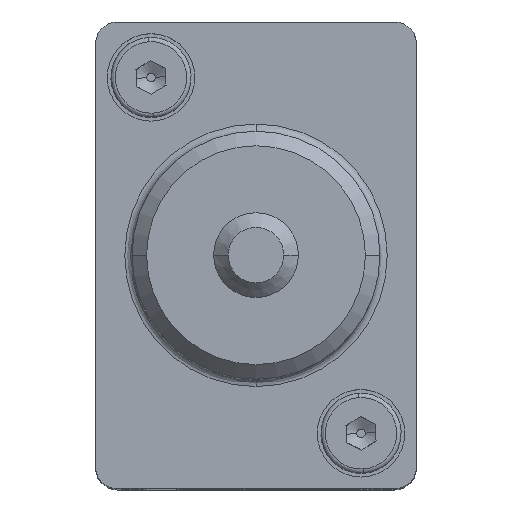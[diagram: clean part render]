
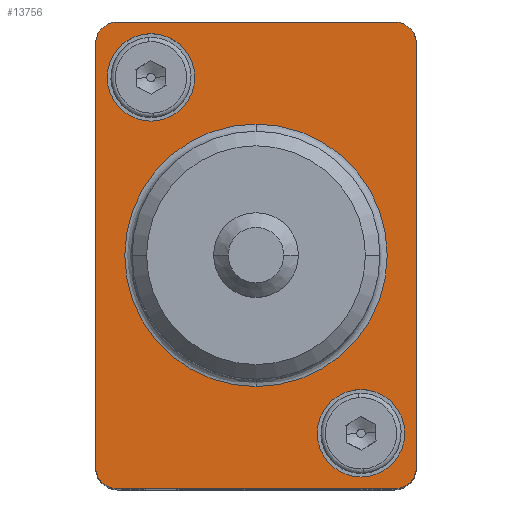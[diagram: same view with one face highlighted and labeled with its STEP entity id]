
A CAD part, top view. The second image highlights one B-rep face of the part: STEP entity #13756.
In plain terms, the highlighted face is planar.
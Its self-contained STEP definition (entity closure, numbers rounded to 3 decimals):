
#12512=CARTESIAN_POINT('',(7.2,3.75,15.2));
#12513=VERTEX_POINT('',#12512);
#12529=CARTESIAN_POINT('',(7.2,3.75,9.2));
#12530=VERTEX_POINT('',#12529);
#12537=CARTESIAN_POINT('',(7.2,3.75,12.2));
#12538=DIRECTION('',(0.0,-1.0,0.0));
#12539=DIRECTION('',(0.0,0.0,1.0));
#12540=AXIS2_PLACEMENT_3D('',#12537,#12538,#12539);
#12541=CIRCLE('',#12540,3.0);
#12542=EDGE_CURVE('',#12513,#12530,#12541,.T.);
#12554=CARTESIAN_POINT('',(-7.2,3.75,-9.2));
#12555=VERTEX_POINT('',#12554);
#12571=CARTESIAN_POINT('',(-7.2,3.75,-15.2));
#12572=VERTEX_POINT('',#12571);
#12579=CARTESIAN_POINT('',(-7.2,3.75,-12.2));
#12580=DIRECTION('',(0.0,-1.0,0.0));
#12581=DIRECTION('',(0.0,0.0,1.0));
#12582=AXIS2_PLACEMENT_3D('',#12579,#12580,#12581);
#12583=CIRCLE('',#12582,3.0);
#12584=EDGE_CURVE('',#12555,#12572,#12583,.T.);
#12596=CARTESIAN_POINT('',(-10.561,3.75,15.561));
#12597=VERTEX_POINT('',#12596);
#12613=CARTESIAN_POINT('',(-9.5,3.75,16.));
#12614=VERTEX_POINT('',#12613);
#12621=CARTESIAN_POINT('',(-9.5,3.75,14.5));
#12622=DIRECTION('',(0.0,-1.,0.0));
#12623=DIRECTION('',(-0.707,0.0,0.707));
#12624=AXIS2_PLACEMENT_3D('',#12621,#12622,#12623);
#12625=CIRCLE('',#12624,1.5);
#12626=EDGE_CURVE('',#12614,#12597,#12625,.T.);
#12638=CARTESIAN_POINT('',(-10.561,3.75,-15.561));
#12639=VERTEX_POINT('',#12638);
#12655=CARTESIAN_POINT('',(-11.0,3.75,-14.5));
#12656=VERTEX_POINT('',#12655);
#12663=CARTESIAN_POINT('',(-9.5,3.75,-14.5));
#12664=DIRECTION('',(0.0,-1.,0.0));
#12665=DIRECTION('',(-0.707,0.0,-0.707));
#12666=AXIS2_PLACEMENT_3D('',#12663,#12664,#12665);
#12667=CIRCLE('',#12666,1.5);
#12668=EDGE_CURVE('',#12656,#12639,#12667,.T.);
#12680=CARTESIAN_POINT('',(10.561,3.75,-15.561));
#12681=VERTEX_POINT('',#12680);
#12697=CARTESIAN_POINT('',(9.5,3.75,-16.0));
#12698=VERTEX_POINT('',#12697);
#12705=CARTESIAN_POINT('',(9.5,3.75,-14.5));
#12706=DIRECTION('',(0.0,-1.,0.0));
#12707=DIRECTION('',(0.707,0.0,-0.707));
#12708=AXIS2_PLACEMENT_3D('',#12705,#12706,#12707);
#12709=CIRCLE('',#12708,1.5);
#12710=EDGE_CURVE('',#12698,#12681,#12709,.T.);
#12722=CARTESIAN_POINT('',(10.561,3.75,15.561));
#12723=VERTEX_POINT('',#12722);
#12739=CARTESIAN_POINT('',(11.0,3.75,14.5));
#12740=VERTEX_POINT('',#12739);
#12747=CARTESIAN_POINT('',(9.5,3.75,14.5));
#12748=DIRECTION('',(0.0,-1.,0.0));
#12749=DIRECTION('',(0.707,0.0,0.707));
#12750=AXIS2_PLACEMENT_3D('',#12747,#12748,#12749);
#12751=CIRCLE('',#12750,1.5);
#12752=EDGE_CURVE('',#12740,#12723,#12751,.T.);
#13282=CARTESIAN_POINT('',(0.,3.75,9.));
#13283=VERTEX_POINT('',#13282);
#13309=CARTESIAN_POINT('',(0.,3.75,-9.));
#13310=VERTEX_POINT('',#13309);
#13318=CARTESIAN_POINT('',(-9.,3.75,0.));
#13319=VERTEX_POINT('',#13318);
#13320=CARTESIAN_POINT('',(0.,3.75,0.));
#13321=DIRECTION('',(0.0,1.0,0.0));
#13322=DIRECTION('',(1.0,0.0,0.0));
#13323=AXIS2_PLACEMENT_3D('',#13320,#13321,#13322);
#13324=CIRCLE('',#13323,9.0);
#13325=EDGE_CURVE('',#13310,#13319,#13324,.T.);
#13327=CARTESIAN_POINT('',(0.,3.75,0.));
#13328=DIRECTION('',(0.0,1.0,0.0));
#13329=DIRECTION('',(1.0,0.0,0.0));
#13330=AXIS2_PLACEMENT_3D('',#13327,#13328,#13329);
#13331=CIRCLE('',#13330,9.0);
#13332=EDGE_CURVE('',#13319,#13283,#13331,.T.);
#13647=CARTESIAN_POINT('',(0.,3.75,0.));
#13648=DIRECTION('',(0.0,1.0,0.0));
#13649=DIRECTION('',(1.0,0.0,0.0));
#13650=AXIS2_PLACEMENT_3D('',#13647,#13648,#13649);
#13651=CIRCLE('',#13650,9.0);
#13652=EDGE_CURVE('',#13283,#13310,#13651,.T.);
#13660=CARTESIAN_POINT('',(0.,3.75,0.));
#13661=DIRECTION('',(0.0,1.0,0.0));
#13662=DIRECTION('',(0.0,0.0,1.0));
#13663=AXIS2_PLACEMENT_3D('',#13660,#13661,#13662);
#13664=PLANE('',#13663);
#13665=ORIENTED_EDGE('',*,*,#12752,.F.);
#13666=CARTESIAN_POINT('',(11.0,3.75,-14.5));
#13667=VERTEX_POINT('',#13666);
#13668=CARTESIAN_POINT('',(11.0,3.75,-14.5));
#13669=DIRECTION('',(0.0,0.0,1.0));
#13670=VECTOR('',#13669,29.0);
#13671=LINE('',#13668,#13670);
#13672=EDGE_CURVE('',#13667,#12740,#13671,.T.);
#13673=ORIENTED_EDGE('',*,*,#13672,.F.);
#13674=CARTESIAN_POINT('',(9.5,3.75,-14.5));
#13675=DIRECTION('',(0.0,-1.,0.0));
#13676=DIRECTION('',(0.707,0.0,-0.707));
#13677=AXIS2_PLACEMENT_3D('',#13674,#13675,#13676);
#13678=CIRCLE('',#13677,1.5);
#13679=EDGE_CURVE('',#12681,#13667,#13678,.T.);
#13680=ORIENTED_EDGE('',*,*,#13679,.F.);
#13681=ORIENTED_EDGE('',*,*,#12710,.F.);
#13682=CARTESIAN_POINT('',(-9.5,3.75,-16.));
#13683=VERTEX_POINT('',#13682);
#13684=CARTESIAN_POINT('',(-9.5,3.75,-16.));
#13685=DIRECTION('',(1.0,0.0,0.0));
#13686=VECTOR('',#13685,19.0);
#13687=LINE('',#13684,#13686);
#13688=EDGE_CURVE('',#13683,#12698,#13687,.T.);
#13689=ORIENTED_EDGE('',*,*,#13688,.F.);
#13690=CARTESIAN_POINT('',(-9.5,3.75,-14.5));
#13691=DIRECTION('',(0.0,-1.,0.0));
#13692=DIRECTION('',(-0.707,0.0,-0.707));
#13693=AXIS2_PLACEMENT_3D('',#13690,#13691,#13692);
#13694=CIRCLE('',#13693,1.5);
#13695=EDGE_CURVE('',#12639,#13683,#13694,.T.);
#13696=ORIENTED_EDGE('',*,*,#13695,.F.);
#13697=ORIENTED_EDGE('',*,*,#12668,.F.);
#13698=CARTESIAN_POINT('',(-11.0,3.75,14.5));
#13699=VERTEX_POINT('',#13698);
#13700=CARTESIAN_POINT('',(-11.0,3.75,14.5));
#13701=DIRECTION('',(0.0,0.0,-1.0));
#13702=VECTOR('',#13701,29.);
#13703=LINE('',#13700,#13702);
#13704=EDGE_CURVE('',#13699,#12656,#13703,.T.);
#13705=ORIENTED_EDGE('',*,*,#13704,.F.);
#13706=CARTESIAN_POINT('',(-9.5,3.75,14.5));
#13707=DIRECTION('',(0.0,-1.,0.0));
#13708=DIRECTION('',(-0.707,0.0,0.707));
#13709=AXIS2_PLACEMENT_3D('',#13706,#13707,#13708);
#13710=CIRCLE('',#13709,1.5);
#13711=EDGE_CURVE('',#12597,#13699,#13710,.T.);
#13712=ORIENTED_EDGE('',*,*,#13711,.F.);
#13713=ORIENTED_EDGE('',*,*,#12626,.F.);
#13714=CARTESIAN_POINT('',(9.5,3.75,16.));
#13715=VERTEX_POINT('',#13714);
#13716=CARTESIAN_POINT('',(9.5,3.75,16.));
#13717=DIRECTION('',(-1.0,0.0,0.0));
#13718=VECTOR('',#13717,19.0);
#13719=LINE('',#13716,#13718);
#13720=EDGE_CURVE('',#13715,#12614,#13719,.T.);
#13721=ORIENTED_EDGE('',*,*,#13720,.F.);
#13722=CARTESIAN_POINT('',(9.5,3.75,14.5));
#13723=DIRECTION('',(0.0,-1.,0.0));
#13724=DIRECTION('',(0.707,0.0,0.707));
#13725=AXIS2_PLACEMENT_3D('',#13722,#13723,#13724);
#13726=CIRCLE('',#13725,1.5);
#13727=EDGE_CURVE('',#12723,#13715,#13726,.T.);
#13728=ORIENTED_EDGE('',*,*,#13727,.F.);
#13729=EDGE_LOOP('',(#13665,#13673,#13680,#13681,#13689,#13696,#13697,#13705,#13712,#13713,#13721,#13728));
#13730=FACE_OUTER_BOUND('',#13729,.T.);
#13731=ORIENTED_EDGE('',*,*,#12542,.T.);
#13732=CARTESIAN_POINT('',(7.2,3.75,12.2));
#13733=DIRECTION('',(0.0,-1.0,0.0));
#13734=DIRECTION('',(0.0,0.0,1.0));
#13735=AXIS2_PLACEMENT_3D('',#13732,#13733,#13734);
#13736=CIRCLE('',#13735,3.0);
#13737=EDGE_CURVE('',#12530,#12513,#13736,.T.);
#13738=ORIENTED_EDGE('',*,*,#13737,.T.);
#13739=EDGE_LOOP('',(#13731,#13738));
#13740=FACE_BOUND('',#13739,.T.);
#13741=ORIENTED_EDGE('',*,*,#12584,.T.);
#13742=CARTESIAN_POINT('',(-7.2,3.75,-12.2));
#13743=DIRECTION('',(0.0,-1.0,0.0));
#13744=DIRECTION('',(0.0,0.0,1.0));
#13745=AXIS2_PLACEMENT_3D('',#13742,#13743,#13744);
#13746=CIRCLE('',#13745,3.0);
#13747=EDGE_CURVE('',#12572,#12555,#13746,.T.);
#13748=ORIENTED_EDGE('',*,*,#13747,.T.);
#13749=EDGE_LOOP('',(#13741,#13748));
#13750=FACE_BOUND('',#13749,.T.);
#13751=ORIENTED_EDGE('',*,*,#13332,.F.);
#13752=ORIENTED_EDGE('',*,*,#13325,.F.);
#13753=ORIENTED_EDGE('',*,*,#13652,.F.);
#13754=EDGE_LOOP('',(#13751,#13752,#13753));
#13755=FACE_BOUND('',#13754,.T.);
#13756=ADVANCED_FACE('',(#13730,#13740,#13750,#13755),#13664,.T.);
